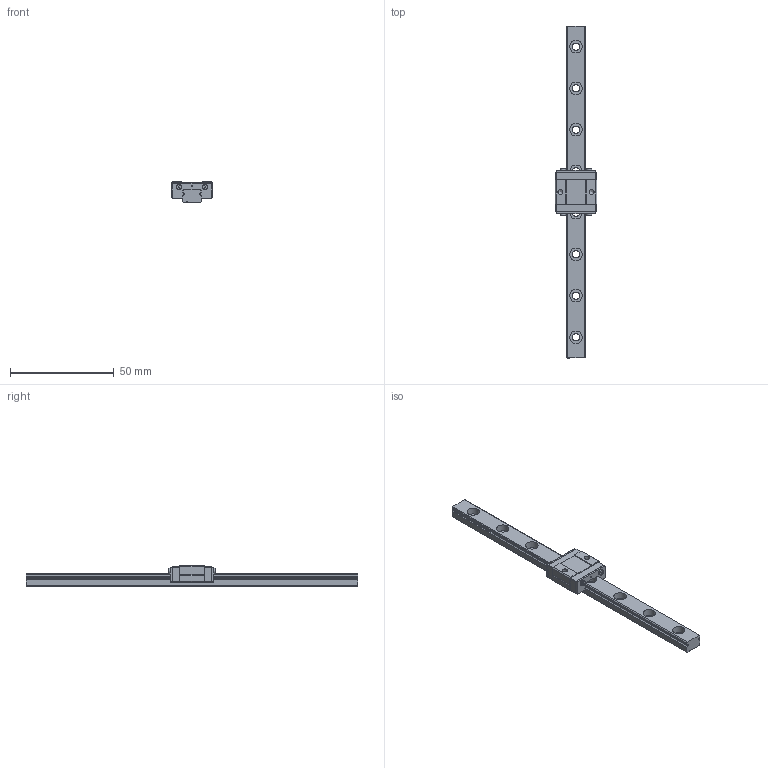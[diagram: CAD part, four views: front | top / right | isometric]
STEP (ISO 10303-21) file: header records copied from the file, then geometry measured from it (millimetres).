
FILE_DESCRIPTION( ( 'Unknown' ), '1' );
FILE_NAME( 'M9CUU1-160L10_10.step', 'Unknown', ( 'Unknown' ), ( 'Unknown' ), 'PSStep 15.0.49', 'Unknown', ' ' );
FILE_SCHEMA( ( 'AUTOMOTIVE_DESIGN { 1 0 10303 214 1 1 1 1 }' ) );
Length unit declared in the file: millimetre
Products named in the file (3): Assem1; M 9_RAIL; M 9C_BLOCK
Assembly tree (2 placements, depth 2):
  Assem1
    M 9_RAIL
    M 9C_BLOCK
Bounding box: 20 x 160 x 10 mm (x, y, z)
Volume: 9679.5 mm3; surface area: 7513.5 mm2
Topology: 2 solids, 2 shells, 186 faces, 494 edges, 330 vertices
Faces by surface type: plane 140, cylinder 44, cone 2
Full cylindrical faces by diameter (mm): 0.5 x2, 2.459 x2, 2.6 x4, 3.5 x8, 6 x8
Entity records: 7140 total; most frequent: CARTESIAN_POINT 977, DIRECTION 928, ORIENTED_EDGE 924, EDGE_CURVE 462, LINE 374, VECTOR 374, VERTEX_POINT 326, AXIS2_PLACEMENT_3D 277
